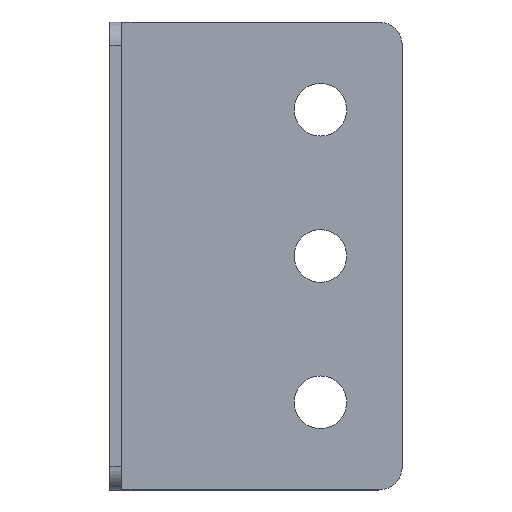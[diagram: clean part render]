
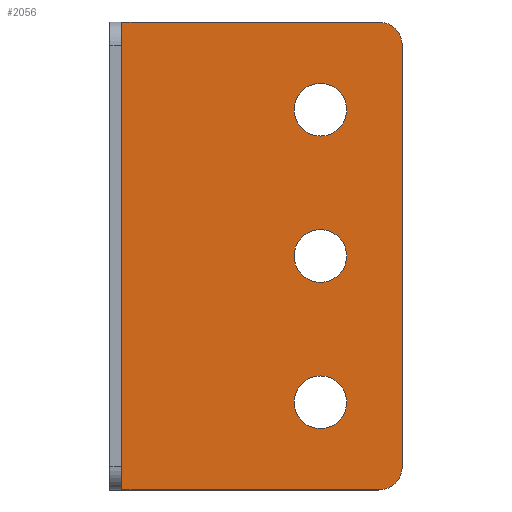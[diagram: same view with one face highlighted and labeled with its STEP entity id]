
A CAD part, left-side view. The second image highlights one B-rep face of the part: STEP entity #2056.
In plain terms, the highlighted planar face has unit normal (-1, 0, 0).
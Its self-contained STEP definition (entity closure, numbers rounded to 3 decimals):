
#67 = CARTESIAN_POINT ( 'NONE',  ( -73.56, -4., 40. ) ) ;
#97 = EDGE_CURVE ( 'NONE', #317, #787, #1034, .T. ) ;
#110 = DIRECTION ( 'NONE',  ( 0., 0., 1. ) ) ;
#113 = LINE ( 'NONE', #1904, #201 ) ;
#124 = EDGE_CURVE ( 'NONE', #3098, #1959, #299, .T. ) ;
#135 = FACE_BOUND ( 'NONE', #684, .T. ) ;
#201 = VECTOR ( 'NONE', #1657, 1000. ) ;
#225 = VERTEX_POINT ( 'NONE', #503 ) ;
#250 = AXIS2_PLACEMENT_3D ( 'NONE', #2902, #2168, #641 ) ;
#299 = CIRCLE ( 'NONE', #1877, 4.5 ) ;
#307 = EDGE_LOOP ( 'NONE', ( #3092, #1958, #1520, #2342, #2528, #1846, #1163, #2997 ) ) ;
#317 = VERTEX_POINT ( 'NONE', #1402 ) ;
#345 = DIRECTION ( 'NONE',  ( 0., 0., 1. ) ) ;
#356 = CIRCLE ( 'NONE', #3245, 4. ) ;
#358 = EDGE_CURVE ( 'NONE', #1959, #3098, #2613, .T. ) ;
#381 = DIRECTION ( 'NONE',  ( 0., 1., 0. ) ) ;
#412 = VECTOR ( 'NONE', #1871, 1000. ) ;
#420 = CIRCLE ( 'NONE', #576, 4.5 ) ;
#423 = CARTESIAN_POINT ( 'NONE',  ( -73.56, -4., 40. ) ) ;
#476 = ORIENTED_EDGE ( 'NONE', *, *, #3230, .F. ) ;
#495 = EDGE_CURVE ( 'NONE', #1297, #2864, #1249, .T. ) ;
#503 = CARTESIAN_POINT ( 'NONE',  ( -73.56, -2., -40. ) ) ;
#518 = CARTESIAN_POINT ( 'NONE',  ( -73.56, -36., -25. ) ) ;
#576 = AXIS2_PLACEMENT_3D ( 'NONE', #2392, #1141, #1372 ) ;
#641 = DIRECTION ( 'NONE',  ( 0., -1., 0. ) ) ;
#656 = CARTESIAN_POINT ( 'NONE',  ( -73.56, -46., 36. ) ) ;
#680 = FACE_BOUND ( 'NONE', #3085, .T. ) ;
#684 = EDGE_LOOP ( 'NONE', ( #789, #2346 ) ) ;
#685 = LINE ( 'NONE', #1954, #2663 ) ;
#704 = EDGE_CURVE ( 'NONE', #1887, #225, #113, .T. ) ;
#718 = ORIENTED_EDGE ( 'NONE', *, *, #124, .F. ) ;
#755 = LINE ( 'NONE', #67, #412 ) ;
#777 = CARTESIAN_POINT ( 'NONE',  ( -73.56, -36., -20.5 ) ) ;
#787 = VERTEX_POINT ( 'NONE', #777 ) ;
#788 = EDGE_CURVE ( 'NONE', #1450, #808, #2670, .T. ) ;
#789 = ORIENTED_EDGE ( 'NONE', *, *, #1865, .F. ) ;
#808 = VERTEX_POINT ( 'NONE', #2818 ) ;
#827 = ORIENTED_EDGE ( 'NONE', *, *, #788, .F. ) ;
#847 = LINE ( 'NONE', #1113, #2568 ) ;
#892 = CARTESIAN_POINT ( 'NONE',  ( -73.56, -36., 20.5 ) ) ;
#957 = CARTESIAN_POINT ( 'NONE',  ( -73.56, -46., 40. ) ) ;
#960 = EDGE_CURVE ( 'NONE', #2864, #1764, #847, .T. ) ;
#1004 = EDGE_CURVE ( 'NONE', #1136, #1684, #2403, .T. ) ;
#1034 = CIRCLE ( 'NONE', #2096, 4.5 ) ;
#1048 = CARTESIAN_POINT ( 'NONE',  ( -73.56, -36., 4.5 ) ) ;
#1113 = CARTESIAN_POINT ( 'NONE',  ( -73.56, -50., -36. ) ) ;
#1136 = VERTEX_POINT ( 'NONE', #957 ) ;
#1141 = DIRECTION ( 'NONE',  ( -1., 0., 0. ) ) ;
#1163 = ORIENTED_EDGE ( 'NONE', *, *, #960, .T. ) ;
#1182 = EDGE_LOOP ( 'NONE', ( #476, #827 ) ) ;
#1184 = ORIENTED_EDGE ( 'NONE', *, *, #358, .F. ) ;
#1197 = DIRECTION ( 'NONE',  ( -1., 0., 0. ) ) ;
#1209 = VECTOR ( 'NONE', #2037, 1000. ) ;
#1249 = CIRCLE ( 'NONE', #2462, 4. ) ;
#1274 = CARTESIAN_POINT ( 'NONE',  ( -73.56, -4., -40. ) ) ;
#1297 = VERTEX_POINT ( 'NONE', #2582 ) ;
#1372 = DIRECTION ( 'NONE',  ( 0., 0., 1. ) ) ;
#1400 = DIRECTION ( 'NONE',  ( 0., -1., 0. ) ) ;
#1402 = CARTESIAN_POINT ( 'NONE',  ( -73.56, -36., -29.5 ) ) ;
#1450 = VERTEX_POINT ( 'NONE', #892 ) ;
#1456 = DIRECTION ( 'NONE',  ( 0., -1., 0. ) ) ;
#1483 = DIRECTION ( 'NONE',  ( -1., 0., 0. ) ) ;
#1498 = CARTESIAN_POINT ( 'NONE',  ( -73.56, -36., -25. ) ) ;
#1520 = ORIENTED_EDGE ( 'NONE', *, *, #704, .T. ) ;
#1531 = CARTESIAN_POINT ( 'NONE',  ( -73.56, -4., -40. ) ) ;
#1622 = AXIS2_PLACEMENT_3D ( 'NONE', #2432, #3180, #1790 ) ;
#1651 = DIRECTION ( 'NONE',  ( -1., 0., 0. ) ) ;
#1655 = DIRECTION ( 'NONE',  ( 0., 1., 0. ) ) ;
#1657 = DIRECTION ( 'NONE',  ( 0., 0., -1. ) ) ;
#1684 = VERTEX_POINT ( 'NONE', #423 ) ;
#1690 = EDGE_CURVE ( 'NONE', #1894, #225, #685, .T. ) ;
#1710 = CARTESIAN_POINT ( 'NONE',  ( -73.56, -50., 36. ) ) ;
#1764 = VERTEX_POINT ( 'NONE', #1710 ) ;
#1790 = DIRECTION ( 'NONE',  ( 0., 0., 1. ) ) ;
#1821 = CARTESIAN_POINT ( 'NONE',  ( -73.56, -36., -4.5 ) ) ;
#1846 = ORIENTED_EDGE ( 'NONE', *, *, #495, .T. ) ;
#1865 = EDGE_CURVE ( 'NONE', #787, #317, #2314, .T. ) ;
#1871 = DIRECTION ( 'NONE',  ( 0., 1., 0. ) ) ;
#1877 = AXIS2_PLACEMENT_3D ( 'NONE', #1989, #1197, #2206 ) ;
#1880 = AXIS2_PLACEMENT_3D ( 'NONE', #2393, #2154, #110 ) ;
#1887 = VERTEX_POINT ( 'NONE', #3246 ) ;
#1894 = VERTEX_POINT ( 'NONE', #1274 ) ;
#1899 = FACE_OUTER_BOUND ( 'NONE', #307, .T. ) ;
#1904 = CARTESIAN_POINT ( 'NONE',  ( -73.56, -2., 36. ) ) ;
#1954 = CARTESIAN_POINT ( 'NONE',  ( -73.56, -46., -40. ) ) ;
#1958 = ORIENTED_EDGE ( 'NONE', *, *, #2757, .T. ) ;
#1959 = VERTEX_POINT ( 'NONE', #1821 ) ;
#1989 = CARTESIAN_POINT ( 'NONE',  ( -73.56, -36., 0. ) ) ;
#2037 = DIRECTION ( 'NONE',  ( 0., -1., 0. ) ) ;
#2056 = ADVANCED_FACE ( 'NONE', ( #135, #680, #2149, #1899 ), #2917, .T. ) ;
#2064 = EDGE_CURVE ( 'NONE', #1764, #1136, #356, .T. ) ;
#2096 = AXIS2_PLACEMENT_3D ( 'NONE', #1498, #3181, #3219 ) ;
#2149 = FACE_BOUND ( 'NONE', #1182, .T. ) ;
#2154 = DIRECTION ( 'NONE',  ( -1., 0., 0. ) ) ;
#2168 = DIRECTION ( 'NONE',  ( -1., 0., 0. ) ) ;
#2206 = DIRECTION ( 'NONE',  ( 0., 0., 1. ) ) ;
#2282 = LINE ( 'NONE', #1531, #1209 ) ;
#2314 = CIRCLE ( 'NONE', #2721, 4.5 ) ;
#2342 = ORIENTED_EDGE ( 'NONE', *, *, #1690, .F. ) ;
#2346 = ORIENTED_EDGE ( 'NONE', *, *, #97, .F. ) ;
#2392 = CARTESIAN_POINT ( 'NONE',  ( -73.56, -36., 25. ) ) ;
#2393 = CARTESIAN_POINT ( 'NONE',  ( -73.56, -36., 0. ) ) ;
#2403 = LINE ( 'NONE', #3172, #3140 ) ;
#2432 = CARTESIAN_POINT ( 'NONE',  ( -73.56, -36., 25. ) ) ;
#2462 = AXIS2_PLACEMENT_3D ( 'NONE', #2741, #2722, #1456 ) ;
#2497 = DIRECTION ( 'NONE',  ( 0., 0., 1. ) ) ;
#2528 = ORIENTED_EDGE ( 'NONE', *, *, #2995, .T. ) ;
#2568 = VECTOR ( 'NONE', #345, 1000. ) ;
#2582 = CARTESIAN_POINT ( 'NONE',  ( -73.56, -46., -40. ) ) ;
#2613 = CIRCLE ( 'NONE', #1880, 4.5 ) ;
#2663 = VECTOR ( 'NONE', #1655, 1000. ) ;
#2670 = CIRCLE ( 'NONE', #1622, 4.5 ) ;
#2721 = AXIS2_PLACEMENT_3D ( 'NONE', #518, #1483, #2497 ) ;
#2722 = DIRECTION ( 'NONE',  ( -1., 0., 0. ) ) ;
#2741 = CARTESIAN_POINT ( 'NONE',  ( -73.56, -46., -36. ) ) ;
#2757 = EDGE_CURVE ( 'NONE', #1684, #1887, #755, .T. ) ;
#2818 = CARTESIAN_POINT ( 'NONE',  ( -73.56, -36., 29.5 ) ) ;
#2864 = VERTEX_POINT ( 'NONE', #3202 ) ;
#2902 = CARTESIAN_POINT ( 'NONE',  ( -73.56, -46., -36. ) ) ;
#2917 = PLANE ( 'NONE',  #250 ) ;
#2995 = EDGE_CURVE ( 'NONE', #1894, #1297, #2282, .T. ) ;
#2997 = ORIENTED_EDGE ( 'NONE', *, *, #2064, .T. ) ;
#3085 = EDGE_LOOP ( 'NONE', ( #718, #1184 ) ) ;
#3092 = ORIENTED_EDGE ( 'NONE', *, *, #1004, .T. ) ;
#3098 = VERTEX_POINT ( 'NONE', #1048 ) ;
#3140 = VECTOR ( 'NONE', #381, 1000. ) ;
#3172 = CARTESIAN_POINT ( 'NONE',  ( -73.56, -46., 40. ) ) ;
#3180 = DIRECTION ( 'NONE',  ( -1., 0., 0. ) ) ;
#3181 = DIRECTION ( 'NONE',  ( -1., 0., 0. ) ) ;
#3202 = CARTESIAN_POINT ( 'NONE',  ( -73.56, -50., -36. ) ) ;
#3219 = DIRECTION ( 'NONE',  ( 0., 0., 1. ) ) ;
#3230 = EDGE_CURVE ( 'NONE', #808, #1450, #420, .T. ) ;
#3245 = AXIS2_PLACEMENT_3D ( 'NONE', #656, #1651, #1400 ) ;
#3246 = CARTESIAN_POINT ( 'NONE',  ( -73.56, -2., 40. ) ) ;
